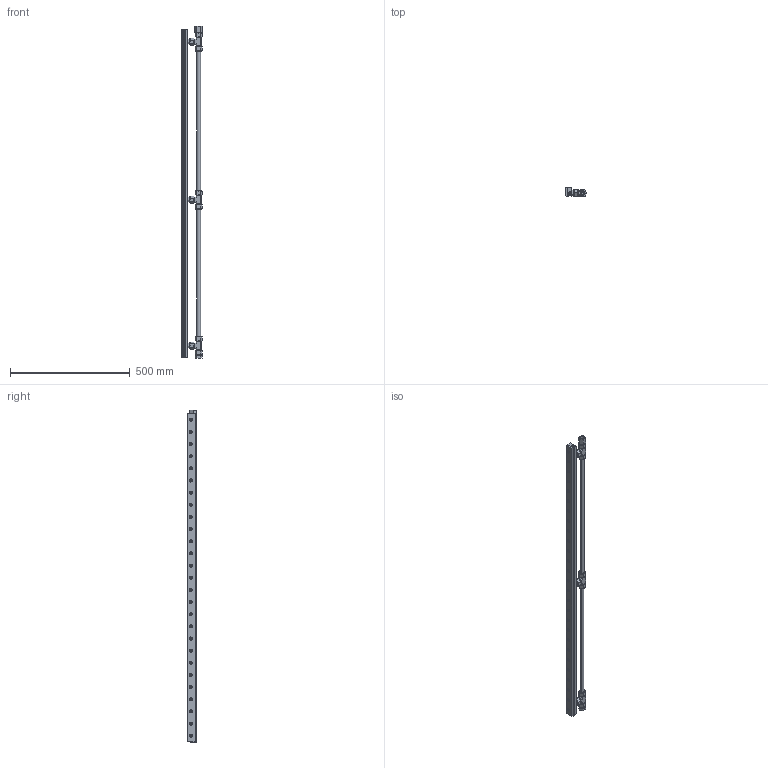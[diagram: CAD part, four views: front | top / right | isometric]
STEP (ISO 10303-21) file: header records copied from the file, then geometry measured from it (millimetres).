
FILE_DESCRIPTION(('STEP AP203'),'1');
FILE_NAME('110254ss-316pki.stp','2024-09-24T09:56:56',('TraceParts'),('TraceParts S.A.'),'Spatial InterOp 3D',' ',' ');
FILE_SCHEMA(('CONFIG_CONTROL_DESIGN'));
Length unit declared in the file: millimetre
Products named in the file (1): 1
Bounding box: 87.18 x 37.06 x 1387.6 mm (x, y, z)
Volume: 1420612.9 mm3; surface area: 476683.8 mm2
Topology: 39 solids, 39 shells, 1257 faces, 3104 edges, 2015 vertices
Faces by surface type: plane 589, cylinder 446, cone 114, bspline 54, torus 54
Entity records: 38618 total; most frequent: CARTESIAN_POINT 8301, DIRECTION 6624, ORIENTED_EDGE 6092, EDGE_CURVE 3046, AXIS2_PLACEMENT_3D 2606, VERTEX_POINT 2015, EDGE_LOOP 1543, LINE 1412
